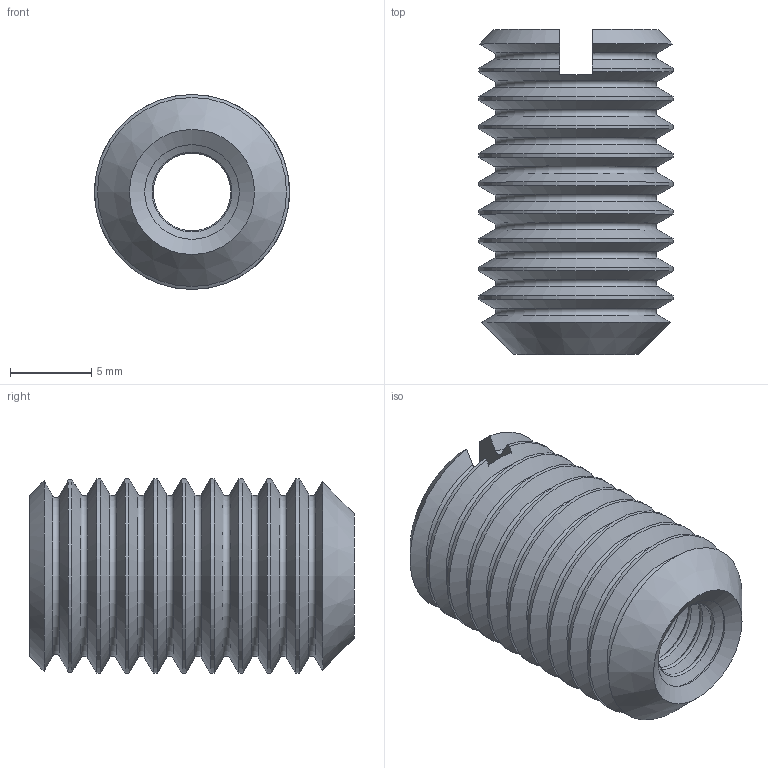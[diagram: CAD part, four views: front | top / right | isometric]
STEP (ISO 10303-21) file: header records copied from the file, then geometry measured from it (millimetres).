
FILE_DESCRIPTION(/* description */ ('Boccola di riduzione M12-M6 lungh. 20 mm'),/* implementation_level */ '2;1');
FILE_NAME(/* name */ 'B51-12-06.stp',/* time_stamp */ '2022-06-17T12:15:01+02:00',/* author */ ('USER'),/* organization */ ('Microsoft'),/* preprocessor_version */ 'ST-DEVELOPER v18.1',/* originating_system */ 'Autodesk Inventor 2021',/* authorisation */ '');
FILE_SCHEMA (('AUTOMOTIVE_DESIGN { 1 0 10303 214 3 1 1 }'));
Length unit declared in the file: millimetre
Products named in the file (1): B51-12-06
Bounding box: 12 x 20 x 12 mm (x, y, z)
Volume: 1333.8 mm3; surface area: 1750.7 mm2
Topology: 1 solids, 1 shells, 145 faces, 384 edges, 239 vertices
Faces by surface type: cone 72, cylinder 33, torus 32, plane 8
Full cylindrical faces by diameter (mm): 6 x17, 12 x8
Entity records: 4708 total; most frequent: CARTESIAN_POINT 1016, DIRECTION 851, ORIENTED_EDGE 768, EDGE_CURVE 384, AXIS2_PLACEMENT_3D 374, VERTEX_POINT 239, CIRCLE 225, FACE_OUTER_BOUND 145
